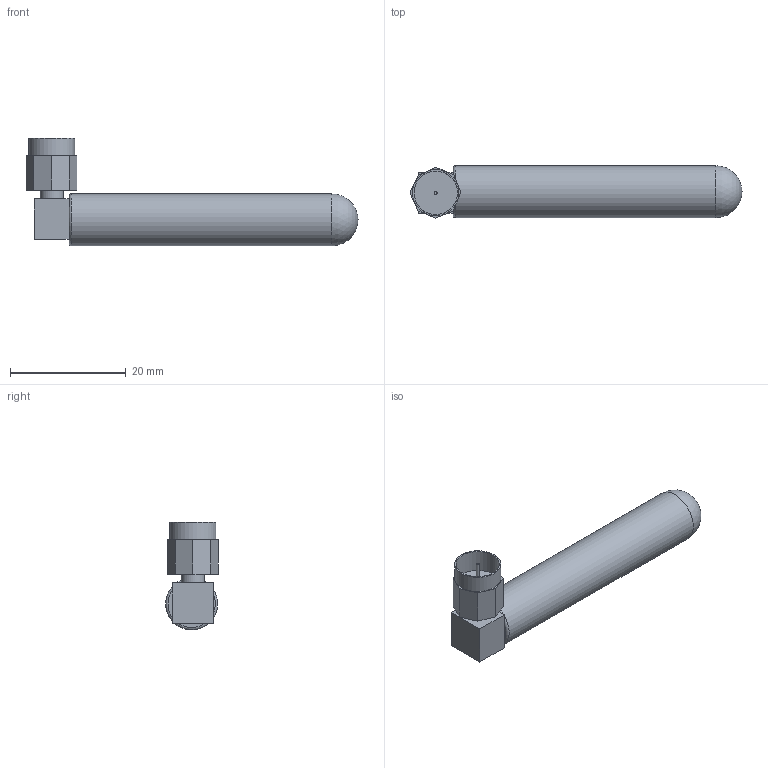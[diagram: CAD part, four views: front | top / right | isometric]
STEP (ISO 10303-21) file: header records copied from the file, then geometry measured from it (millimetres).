
FILE_DESCRIPTION((''),'2;1');
FILE_NAME('Cellular Duck Antenn.stp','2012-06-04T11:25:28',('Alberto'),(''),'Autodesk Inventor 2011','Autodesk Inventor 2011','');
FILE_SCHEMA(('AUTOMOTIVE_DESIGN { 1 0 10303 214 1 1 1 1 }'));
Length unit declared in the file: centimetre
Products named in the file (3): Cellular Duck Antenn; Antena-Base; Antena-Señal
Assembly tree (2 placements, depth 2):
  Cellular Duck Antenn
    Antena-Base
    Antena-Señal
Bounding box: 57.45 x 9.09 x 18.62 mm (x, y, z)
Volume: 3691.6 mm3; surface area: 2204.8 mm2
Topology: 2 solids, 2 shells, 41 faces, 80 edges, 50 vertices
Faces by surface type: plane 31, cylinder 8, torus 1, sphere 1
Full cylindrical faces by diameter (mm): 0.5 x1, 1 x2, 4 x2, 7.5 x1, 8 x1, 9 x1
Entity records: 1048 total; most frequent: DIRECTION 180, CARTESIAN_POINT 162, ORIENTED_EDGE 136, EDGE_CURVE 68, AXIS2_PLACEMENT_3D 66, EDGE_LOOP 58, VERTEX_POINT 48, VECTOR 48
